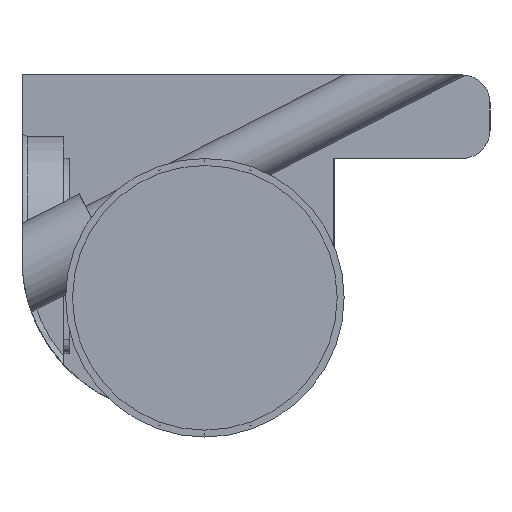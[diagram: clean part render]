
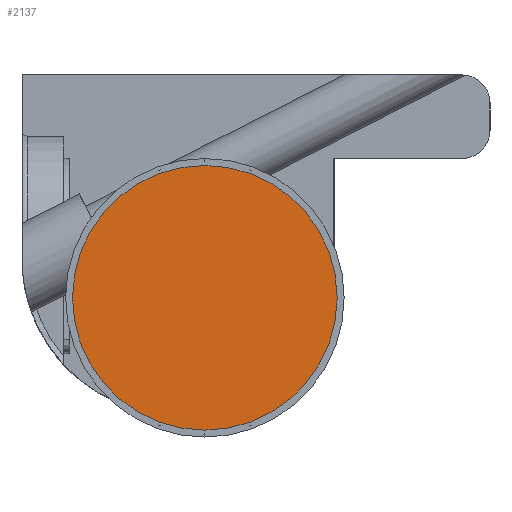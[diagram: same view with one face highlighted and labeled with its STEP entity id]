
A CAD part, left-side view. The second image highlights one B-rep face of the part: STEP entity #2137.
In plain terms, the highlighted planar face has unit normal (-1, 0, 0).
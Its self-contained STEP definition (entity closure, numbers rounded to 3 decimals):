
#9 = FACE_OUTER_BOUND ( 'NONE', #1846, .T. ) ;
#50 = AXIS2_PLACEMENT_3D ( 'NONE', #631, #622, #1813 ) ;
#117 = DIRECTION ( 'NONE',  ( 1., 0., 0. ) ) ;
#132 = CARTESIAN_POINT ( 'NONE',  ( -353.8, 10.236, -12.75 ) ) ;
#231 = AXIS2_PLACEMENT_3D ( 'NONE', #132, #1527, #345 ) ;
#345 = DIRECTION ( 'NONE',  ( 0., 0., 1. ) ) ;
#487 = EDGE_CURVE ( 'NONE', #1245, #1806, #2100, .T. ) ;
#622 = DIRECTION ( 'NONE',  ( 1., 0., 0. ) ) ;
#631 = CARTESIAN_POINT ( 'NONE',  ( -353.8, 10.236, -8. ) ) ;
#886 = EDGE_CURVE ( 'NONE', #1806, #1245, #1036, .T. ) ;
#926 = PLANE ( 'NONE',  #231 ) ;
#1036 = CIRCLE ( 'NONE', #1953, 4.75 ) ;
#1245 = VERTEX_POINT ( 'NONE', #2545 ) ;
#1306 = CARTESIAN_POINT ( 'NONE',  ( -353.8, 10.236, -8. ) ) ;
#1508 = DIRECTION ( 'NONE',  ( 0., 0., -1. ) ) ;
#1527 = DIRECTION ( 'NONE',  ( -1., 0., 0. ) ) ;
#1641 = ORIENTED_EDGE ( 'NONE', *, *, #487, .F. ) ;
#1806 = VERTEX_POINT ( 'NONE', #2054 ) ;
#1813 = DIRECTION ( 'NONE',  ( 0., 0., -1. ) ) ;
#1846 = EDGE_LOOP ( 'NONE', ( #2282, #1641 ) ) ;
#1953 = AXIS2_PLACEMENT_3D ( 'NONE', #1306, #117, #1508 ) ;
#2054 = CARTESIAN_POINT ( 'NONE',  ( -353.8, 10.236, -12.75 ) ) ;
#2100 = CIRCLE ( 'NONE', #50, 4.75 ) ;
#2137 = ADVANCED_FACE ( 'NONE', ( #9 ), #926, .T. ) ;
#2282 = ORIENTED_EDGE ( 'NONE', *, *, #886, .F. ) ;
#2545 = CARTESIAN_POINT ( 'NONE',  ( -353.8, 10.236, -3.25 ) ) ;
